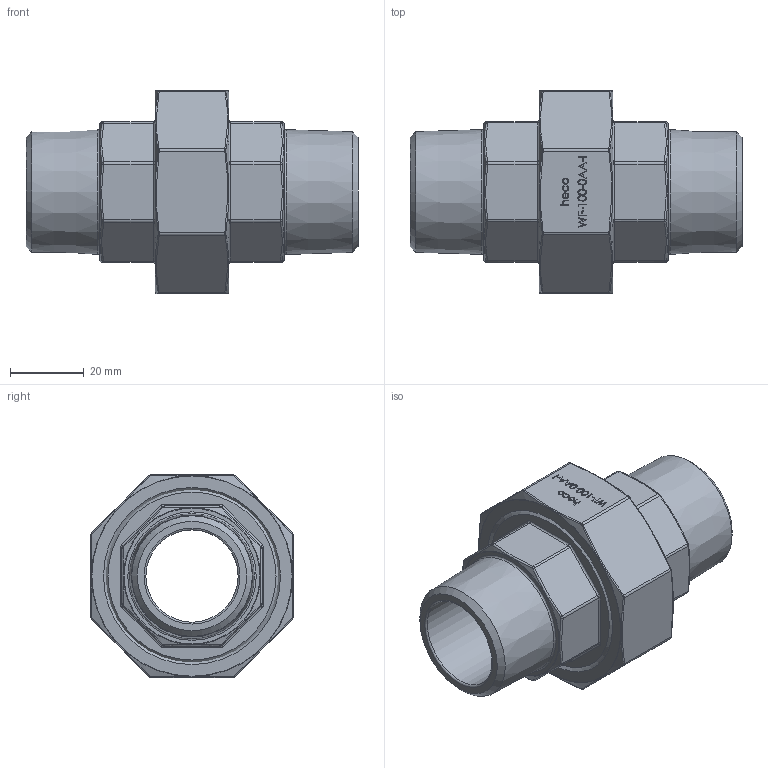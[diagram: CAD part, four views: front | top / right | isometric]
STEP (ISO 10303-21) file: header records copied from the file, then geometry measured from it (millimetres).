
FILE_DESCRIPTION (( 'STEP AP214' ), '1' );
FILE_NAME ('VK-100-0AA-I Verschraubung konisch 2202.STEP', '2022-02-03T13:37:12', ( '' ), ( '' ), 'SwSTEP 2.0', 'SolidWorks 2019', '' );
FILE_SCHEMA (( 'AUTOMOTIVE_DESIGN' ));
Length unit declared in the file: millimetre
Products named in the file (1): VK-100-0AA-I Verschraubung konisch 2202
Bounding box: 90 x 55 x 55.04 mm (x, y, z)
Volume: 64510.2 mm3; surface area: 31005.8 mm2
Topology: 3 solids, 3 shells, 403 faces, 956 edges, 597 vertices
Faces by surface type: plane 156, bspline 126, torus 53, cylinder 51, cone 17
Full cylindrical faces by diameter (mm): 25 x2, 30 x2, 34 x2, 42 x1, 42.5 x1, 45.5 x1, 45.84 x1, 48 x1
Entity records: 20655 total; most frequent: CARTESIAN_POINT 8046, ORIENTED_EDGE 1754, DIRECTION 1392, EDGE_CURVE 877, VERTEX_POINT 575, AXIS2_PLACEMENT_3D 505, EDGE_LOOP 504, FACE_OUTER_BOUND 443
